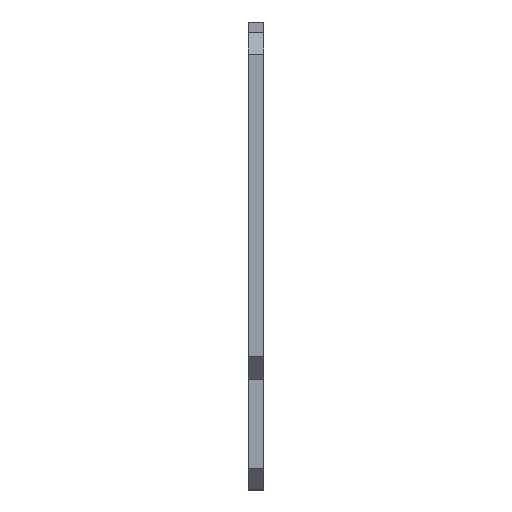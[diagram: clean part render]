
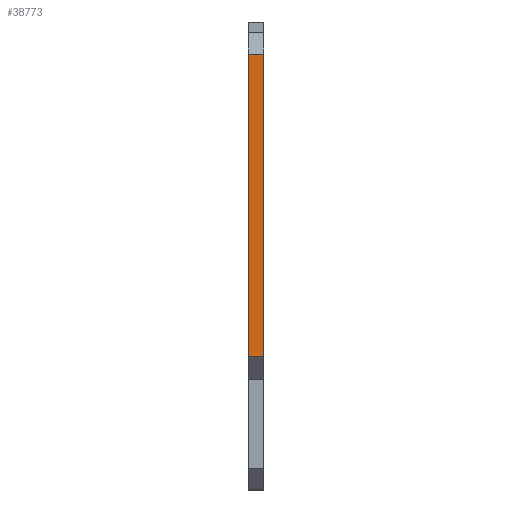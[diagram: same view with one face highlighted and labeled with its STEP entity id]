
A CAD part, left-side view. The second image highlights one B-rep face of the part: STEP entity #38773.
In plain terms, the highlighted planar face has unit normal (-1, 0, 0).
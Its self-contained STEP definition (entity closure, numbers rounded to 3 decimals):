
#149 = VERTEX_POINT ( 'NONE', #38433 ) ;
#1585 = CARTESIAN_POINT ( 'NONE',  ( -50.8, 1.778, -26.67 ) ) ;
#3815 = VECTOR ( 'NONE', #45313, 1000. ) ;
#5135 = FACE_OUTER_BOUND ( 'NONE', #19881, .T. ) ;
#5797 = AXIS2_PLACEMENT_3D ( 'NONE', #1585, #34647, #41111 ) ;
#6906 = EDGE_CURVE ( 'NONE', #31781, #149, #20864, .T. ) ;
#7526 = CARTESIAN_POINT ( 'NONE',  ( -50.8, 0., 23.016 ) ) ;
#9900 = VECTOR ( 'NONE', #36718, 1000. ) ;
#14681 = EDGE_CURVE ( 'NONE', #22431, #149, #43898, .T. ) ;
#14910 = EDGE_CURVE ( 'NONE', #28259, #22431, #28588, .T. ) ;
#15235 = VECTOR ( 'NONE', #35963, 1000. ) ;
#15873 = VECTOR ( 'NONE', #35386, 1000. ) ;
#19149 = EDGE_CURVE ( 'NONE', #28259, #31781, #19772, .T. ) ;
#19639 = PLANE ( 'NONE',  #5797 ) ;
#19772 = LINE ( 'NONE', #34289, #3815 ) ;
#19810 = ORIENTED_EDGE ( 'NONE', *, *, #6906, .T. ) ;
#19881 = EDGE_LOOP ( 'NONE', ( #40531, #19810, #28253, #37184 ) ) ;
#20864 = LINE ( 'NONE', #46394, #15873 ) ;
#21098 = CARTESIAN_POINT ( 'NONE',  ( -50.8, 1.778, -11.46 ) ) ;
#22431 = VERTEX_POINT ( 'NONE', #21098 ) ;
#28253 = ORIENTED_EDGE ( 'NONE', *, *, #14681, .F. ) ;
#28259 = VERTEX_POINT ( 'NONE', #34504 ) ;
#28588 = LINE ( 'NONE', #42705, #15235 ) ;
#31781 = VERTEX_POINT ( 'NONE', #7526 ) ;
#33846 = CARTESIAN_POINT ( 'NONE',  ( -50.8, 1.778, -26.67 ) ) ;
#34289 = CARTESIAN_POINT ( 'NONE',  ( -50.8, 0., -26.67 ) ) ;
#34504 = CARTESIAN_POINT ( 'NONE',  ( -50.8, 0., -11.46 ) ) ;
#34647 = DIRECTION ( 'NONE',  ( 1., 0., 0. ) ) ;
#35386 = DIRECTION ( 'NONE',  ( 0., 1., 0. ) ) ;
#35963 = DIRECTION ( 'NONE',  ( 0., 1., 0. ) ) ;
#36718 = DIRECTION ( 'NONE',  ( 0., 0., 1. ) ) ;
#37184 = ORIENTED_EDGE ( 'NONE', *, *, #14910, .F. ) ;
#38433 = CARTESIAN_POINT ( 'NONE',  ( -50.8, 1.778, 23.016 ) ) ;
#38773 = ADVANCED_FACE ( 'NONE', ( #5135 ), #19639, .F. ) ;
#40531 = ORIENTED_EDGE ( 'NONE', *, *, #19149, .T. ) ;
#41111 = DIRECTION ( 'NONE',  ( 0., 0., -1. ) ) ;
#42705 = CARTESIAN_POINT ( 'NONE',  ( -50.8, 0., -11.46 ) ) ;
#43898 = LINE ( 'NONE', #33846, #9900 ) ;
#45313 = DIRECTION ( 'NONE',  ( 0., 0., 1. ) ) ;
#46394 = CARTESIAN_POINT ( 'NONE',  ( -50.8, 0., 23.016 ) ) ;
